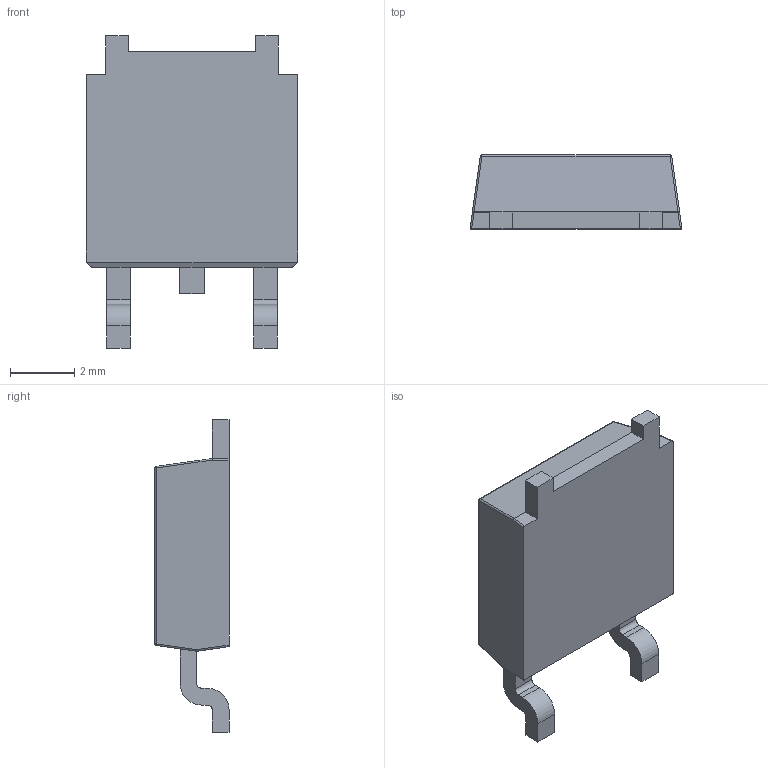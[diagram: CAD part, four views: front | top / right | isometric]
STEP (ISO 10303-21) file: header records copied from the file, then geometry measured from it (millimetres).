
FILE_DESCRIPTION (( 'STEP AP214' ), '1' );
FILE_NAME ('D47CABFB-16A8-4BDE-AA3F-325A131DD19A.STEP', '2009-01-16T14:38:26', ( 'SysAdmin' ), ( 'SolidWorks' ), 'SwSTEP 2.0', 'SolidWorks 2009', '' );
FILE_SCHEMA (( 'AUTOMOTIVE_DESIGN' ));
Length unit declared in the file: millimetre
Products named in the file (1): D47CABFB-16A8-4BDE-AA3F-325A131DD19A
Bounding box: 6.58 x 2.3 x 9.7 mm (x, y, z)
Volume: 88.7 mm3; surface area: 156.1 mm2
Topology: 1 solids, 1 shells, 78 faces, 205 edges, 126 vertices
Faces by surface type: plane 41, cylinder 26, sphere 9, cone 2
Entity records: 2767 total; most frequent: CARTESIAN_POINT 418, DIRECTION 410, ORIENTED_EDGE 402, EDGE_CURVE 201, LINE 142, VECTOR 142, AXIS2_PLACEMENT_3D 134, VERTEX_POINT 126
